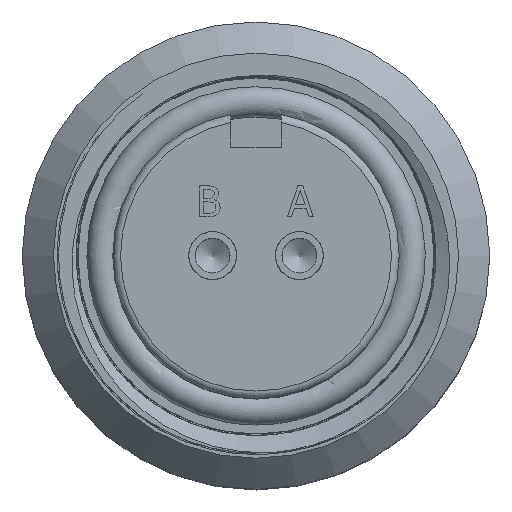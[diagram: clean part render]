
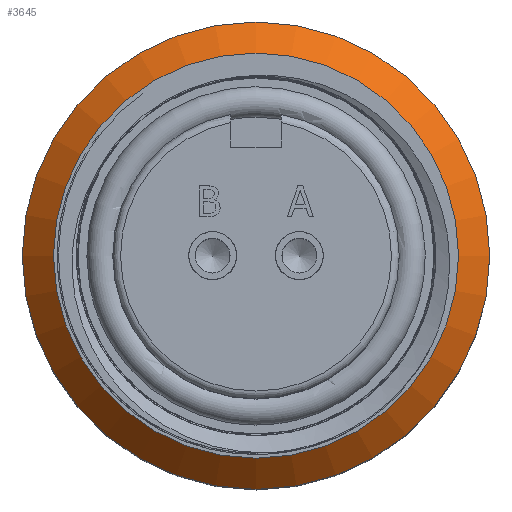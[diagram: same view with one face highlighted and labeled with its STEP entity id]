
A CAD part, top view. The second image highlights one B-rep face of the part: STEP entity #3645.
In plain terms, the highlighted conical face has half-angle 45 degrees and reference radius 7.157 mm.
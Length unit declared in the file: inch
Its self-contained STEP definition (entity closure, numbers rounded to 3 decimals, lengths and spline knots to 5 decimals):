
#54=CONICAL_SURFACE('',#4126,0.28178,45.);
#448=FACE_BOUND('',#1628,.T.);
#652=CIRCLE('',#4065,0.26164);
#667=CIRCLE('',#4127,0.30191);
#1155=FACE_OUTER_BOUND('',#1627,.T.);
#1627=EDGE_LOOP('',(#3104));
#1628=EDGE_LOOP('',(#3105));
#1899=VERTEX_POINT('',#5822);
#1998=VERTEX_POINT('',#9256);
#2218=EDGE_CURVE('',#1899,#1899,#652,.T.);
#2366=EDGE_CURVE('',#1998,#1998,#667,.T.);
#3104=ORIENTED_EDGE('',*,*,#2366,.F.);
#3105=ORIENTED_EDGE('',*,*,#2218,.T.);
#3645=ADVANCED_FACE('',(#1155,#448),#54,.T.);
#4065=AXIS2_PLACEMENT_3D('',#5823,#4960,#4961);
#4126=AXIS2_PLACEMENT_3D('',#9255,#5165,#5166);
#4127=AXIS2_PLACEMENT_3D('',#9257,#5167,#5168);
#4960=DIRECTION('center_axis',(0.,0.,-1.));
#4961=DIRECTION('ref_axis',(1.,0.,0.));
#5165=DIRECTION('center_axis',(0.,0.,-1.));
#5166=DIRECTION('ref_axis',(0.,1.,0.));
#5167=DIRECTION('center_axis',(0.,0.,-1.));
#5168=DIRECTION('ref_axis',(1.,0.,0.));
#5822=CARTESIAN_POINT('',(0.,0.26164,-0.071));
#5823=CARTESIAN_POINT('Origin',(0.,0.,-0.071));
#9255=CARTESIAN_POINT('Origin',(0.,0.,-0.09113));
#9256=CARTESIAN_POINT('',(0.,0.30191,-0.11127));
#9257=CARTESIAN_POINT('Origin',(0.,0.,-0.11127));
